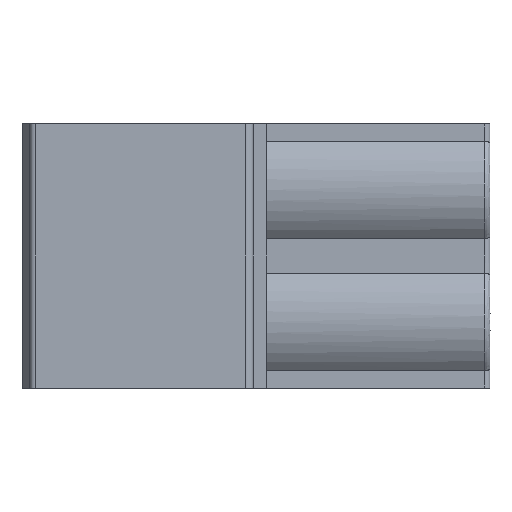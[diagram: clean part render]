
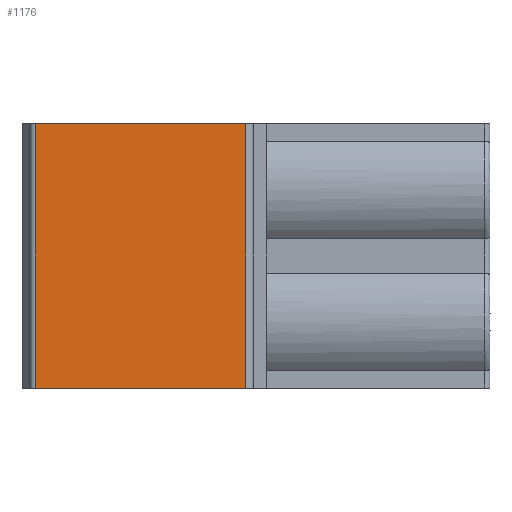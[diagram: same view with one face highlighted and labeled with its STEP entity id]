
A CAD part, front view. The second image highlights one B-rep face of the part: STEP entity #1176.
In plain terms, the highlighted planar face has unit normal (0, -1, 0).
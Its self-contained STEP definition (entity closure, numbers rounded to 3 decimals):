
#172 = CARTESIAN_POINT ( 'NONE',  ( 8.4, 0., -2.54 ) ) ;
#379 = LINE ( 'NONE', #2088, #1500 ) ;
#626 = ORIENTED_EDGE ( 'NONE', *, *, #2273, .T. ) ;
#713 = LINE ( 'NONE', #1896, #2408 ) ;
#762 = EDGE_LOOP ( 'NONE', ( #2234, #2913, #626, #3594 ) ) ;
#906 = CARTESIAN_POINT ( 'NONE',  ( 8.4, 0., 22.86 ) ) ;
#1001 = DIRECTION ( 'NONE',  ( 1., 0., 0. ) ) ;
#1009 = VERTEX_POINT ( 'NONE', #3154 ) ;
#1176 = ADVANCED_FACE ( 'NONE', ( #2619 ), #1471, .T. ) ;
#1227 = DIRECTION ( 'NONE',  ( 0., 0., 1. ) ) ;
#1336 = CARTESIAN_POINT ( 'NONE',  ( 8.1, 0., 7.62 ) ) ;
#1471 = PLANE ( 'NONE',  #2357 ) ;
#1491 = EDGE_CURVE ( 'NONE', #1009, #3289, #713, .T. ) ;
#1500 = VECTOR ( 'NONE', #3579, 1000. ) ;
#1519 = VERTEX_POINT ( 'NONE', #1625 ) ;
#1625 = CARTESIAN_POINT ( 'NONE',  ( 0., 0., -2.54 ) ) ;
#1896 = CARTESIAN_POINT ( 'NONE',  ( 8.4, 0., 7.62 ) ) ;
#2063 = DIRECTION ( 'NONE',  ( 0., 0., -1. ) ) ;
#2088 = CARTESIAN_POINT ( 'NONE',  ( 0., 0., 22.86 ) ) ;
#2234 = ORIENTED_EDGE ( 'NONE', *, *, #2644, .T. ) ;
#2252 = CARTESIAN_POINT ( 'NONE',  ( 8.1, 0., -2.54 ) ) ;
#2264 = DIRECTION ( 'NONE',  ( 1., 0., 0. ) ) ;
#2273 = EDGE_CURVE ( 'NONE', #1009, #1519, #379, .T. ) ;
#2309 = VECTOR ( 'NONE', #1227, 1000. ) ;
#2357 = AXIS2_PLACEMENT_3D ( 'NONE', #906, #3475, #2063 ) ;
#2408 = VECTOR ( 'NONE', #1001, 1000. ) ;
#2619 = FACE_OUTER_BOUND ( 'NONE', #762, .T. ) ;
#2644 = EDGE_CURVE ( 'NONE', #3494, #3289, #3194, .T. ) ;
#2913 = ORIENTED_EDGE ( 'NONE', *, *, #1491, .F. ) ;
#3154 = CARTESIAN_POINT ( 'NONE',  ( 0., 0., 7.62 ) ) ;
#3194 = LINE ( 'NONE', #3545, #2309 ) ;
#3225 = EDGE_CURVE ( 'NONE', #1519, #3494, #3679, .T. ) ;
#3289 = VERTEX_POINT ( 'NONE', #1336 ) ;
#3475 = DIRECTION ( 'NONE',  ( 0., -1., 0. ) ) ;
#3494 = VERTEX_POINT ( 'NONE', #2252 ) ;
#3545 = CARTESIAN_POINT ( 'NONE',  ( 8.1, 0., 22.86 ) ) ;
#3579 = DIRECTION ( 'NONE',  ( 0., 0., -1. ) ) ;
#3594 = ORIENTED_EDGE ( 'NONE', *, *, #3225, .T. ) ;
#3679 = LINE ( 'NONE', #172, #3719 ) ;
#3719 = VECTOR ( 'NONE', #2264, 1000. ) ;
